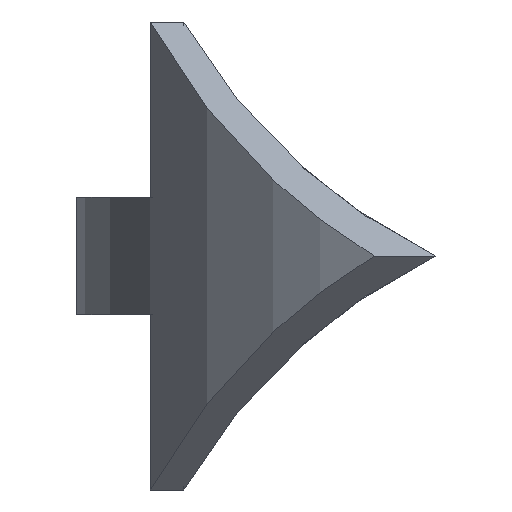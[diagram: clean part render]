
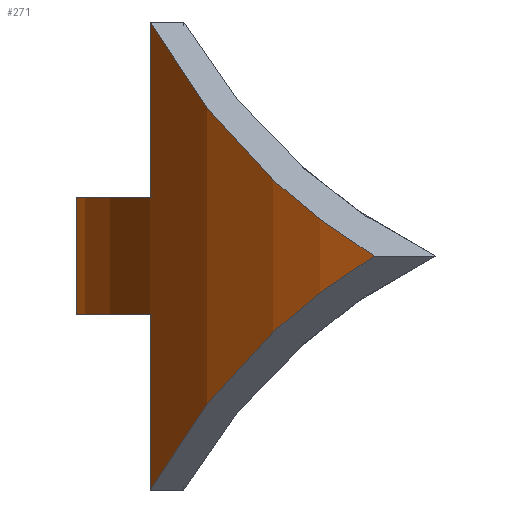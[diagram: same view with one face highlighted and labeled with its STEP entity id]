
A CAD part, left-side view. The second image highlights one B-rep face of the part: STEP entity #271.
In plain terms, the highlighted cylindrical face has radius 1333.5 mm (diameter 2667 mm), a partial arc.
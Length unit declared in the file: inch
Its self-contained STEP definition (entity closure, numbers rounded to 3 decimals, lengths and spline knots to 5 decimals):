
#63=DIRECTION('',(0.,0.,1.));
#64=VECTOR('',#63,15.);
#65=CARTESIAN_POINT('',(25.,46.16546,-20.));
#66=LINE('',#65,#64);
#67=CARTESIAN_POINT('',(45.,27.04163,0.));
#68=CARTESIAN_POINT('',(43.65555,29.27894,-1.34445));
#69=CARTESIAN_POINT('',(40.7631,33.34696,-4.2369));
#70=CARTESIAN_POINT('',(34.32881,40.18575,-10.67119));
#71=CARTESIAN_POINT('',(28.87769,44.06557,-16.12231));
#72=CARTESIAN_POINT('',(25.,46.16546,-20.));
#74=CARTESIAN_POINT('',(45.,27.04163,0.));
#75=CARTESIAN_POINT('',(43.65555,29.27894,1.34445));
#76=CARTESIAN_POINT('',(40.7631,33.34696,4.2369));
#77=CARTESIAN_POINT('',(34.32881,40.18575,10.67119));
#78=CARTESIAN_POINT('',(28.87769,44.06557,16.12231));
#79=CARTESIAN_POINT('',(25.,46.16546,20.));
#81=DIRECTION('',(0.,0.,1.));
#82=VECTOR('',#81,15.);
#83=CARTESIAN_POINT('',(25.,46.16546,5.));
#84=LINE('',#83,#82);
#85=CARTESIAN_POINT('',(0.,0.,5.));
#86=DIRECTION('',(0.,0.,1.));
#87=DIRECTION('',(0.476,0.879,0.));
#88=AXIS2_PLACEMENT_3D('',#85,#86,#87);
#90=DIRECTION('',(0.,0.,1.));
#91=VECTOR('',#90,15.);
#92=CARTESIAN_POINT('',(-25.,46.16546,5.));
#93=LINE('',#92,#91);
#94=CARTESIAN_POINT('',(-25.,46.16546,20.));
#95=CARTESIAN_POINT('',(-28.87769,44.06557,16.12231));
#96=CARTESIAN_POINT('',(-34.32881,40.18575,10.67119));
#97=CARTESIAN_POINT('',(-40.7631,33.34696,4.2369));
#98=CARTESIAN_POINT('',(-43.65555,29.27894,1.34445));
#99=CARTESIAN_POINT('',(-45.,27.04163,0.));
#101=CARTESIAN_POINT('',(-25.,46.16546,-20.));
#102=CARTESIAN_POINT('',(-28.87769,44.06557,-16.12231));
#103=CARTESIAN_POINT('',(-34.32881,40.18575,-10.67119));
#104=CARTESIAN_POINT('',(-40.7631,33.34696,-4.2369));
#105=CARTESIAN_POINT('',(-43.65555,29.27894,-1.34445));
#106=CARTESIAN_POINT('',(-45.,27.04163,0.));
#108=DIRECTION('',(0.,0.,1.));
#109=VECTOR('',#108,15.);
#110=CARTESIAN_POINT('',(-25.,46.16546,-20.));
#111=LINE('',#110,#109);
#112=CARTESIAN_POINT('',(0.,0.,-5.));
#113=DIRECTION('',(0.,0.,1.));
#114=DIRECTION('',(0.476,0.879,0.));
#115=AXIS2_PLACEMENT_3D('',#112,#113,#114);
#150=CARTESIAN_POINT('',(25.,46.16546,-5.));
#152=VERTEX_POINT('',#150);
#154=CARTESIAN_POINT('',(25.,46.16546,-20.));
#156=VERTEX_POINT('',#154);
#158=CARTESIAN_POINT('',(45.,27.04163,0.));
#160=VERTEX_POINT('',#158);
#162=CARTESIAN_POINT('',(25.,46.16546,20.));
#164=VERTEX_POINT('',#162);
#166=CARTESIAN_POINT('',(25.,46.16546,5.));
#168=VERTEX_POINT('',#166);
#170=CARTESIAN_POINT('',(-25.,46.16546,5.));
#172=VERTEX_POINT('',#170);
#174=CARTESIAN_POINT('',(-25.,46.16546,20.));
#176=VERTEX_POINT('',#174);
#178=CARTESIAN_POINT('',(-45.,27.04163,0.));
#180=VERTEX_POINT('',#178);
#182=CARTESIAN_POINT('',(-25.,46.16546,-20.));
#184=VERTEX_POINT('',#182);
#186=CARTESIAN_POINT('',(-25.,46.16546,-5.));
#188=VERTEX_POINT('',#186);
#246=CARTESIAN_POINT('',(0.,0.,-25.));
#247=DIRECTION('',(0.,0.,1.));
#248=DIRECTION('',(1.,0.,0.));
#249=AXIS2_PLACEMENT_3D('',#246,#247,#248);
#250=CYLINDRICAL_SURFACE('',#249,52.5);
#251=ORIENTED_EDGE('',*,*,#227,.F.);
#253=ORIENTED_EDGE('',*,*,#252,.F.);
#255=ORIENTED_EDGE('',*,*,#254,.T.);
#257=ORIENTED_EDGE('',*,*,#256,.F.);
#259=ORIENTED_EDGE('',*,*,#258,.T.);
#261=ORIENTED_EDGE('',*,*,#260,.T.);
#263=ORIENTED_EDGE('',*,*,#262,.T.);
#265=ORIENTED_EDGE('',*,*,#264,.F.);
#267=ORIENTED_EDGE('',*,*,#266,.T.);
#268=ORIENTED_EDGE('',*,*,#238,.F.);
#269=EDGE_LOOP('',(#251,#253,#255,#257,#259,#261,#263,#265,#267,#268));
#270=FACE_OUTER_BOUND('',#269,.F.);
#271=ADVANCED_FACE('',(#270),#250,.T.);
#73=B_SPLINE_CURVE_WITH_KNOTS('',3,(#67,#68,#69,#70,#71,#72),.UNSPECIFIED.,.F.,
.F.,(4,1,1,4),(0.,0.25,0.5,1.),.UNSPECIFIED.);
#80=B_SPLINE_CURVE_WITH_KNOTS('',3,(#74,#75,#76,#77,#78,#79),.UNSPECIFIED.,.F.,
.F.,(4,1,1,4),(0.,0.25,0.5,1.),.UNSPECIFIED.);
#89=CIRCLE('',#88,52.5);
#100=B_SPLINE_CURVE_WITH_KNOTS('',3,(#94,#95,#96,#97,#98,#99),.UNSPECIFIED.,.F.,
.F.,(4,1,1,4),(0.,0.5,0.75,1.),.UNSPECIFIED.);
#107=B_SPLINE_CURVE_WITH_KNOTS('',3,(#101,#102,#103,#104,#105,#106),
.UNSPECIFIED.,.F.,.F.,(4,1,1,4),(0.,0.5,0.75,1.),.UNSPECIFIED.);
#116=CIRCLE('',#115,52.5);
#227=EDGE_CURVE('',#156,#152,#66,.T.);
#238=EDGE_CURVE('',#152,#188,#116,.T.);
#252=EDGE_CURVE('',#160,#156,#73,.T.);
#254=EDGE_CURVE('',#160,#164,#80,.T.);
#256=EDGE_CURVE('',#168,#164,#84,.T.);
#258=EDGE_CURVE('',#168,#172,#89,.T.);
#260=EDGE_CURVE('',#172,#176,#93,.T.);
#262=EDGE_CURVE('',#176,#180,#100,.T.);
#264=EDGE_CURVE('',#184,#180,#107,.T.);
#266=EDGE_CURVE('',#184,#188,#111,.T.);
